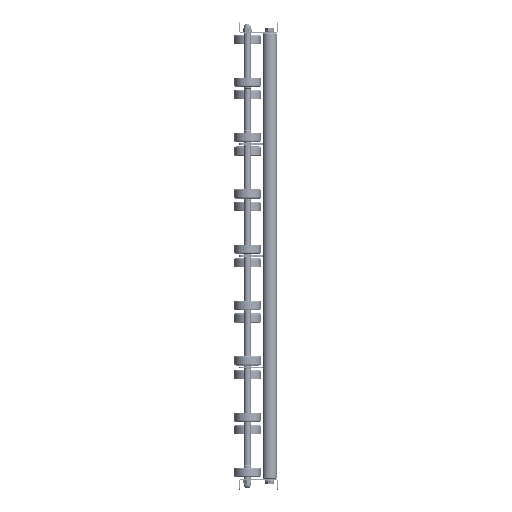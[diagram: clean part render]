
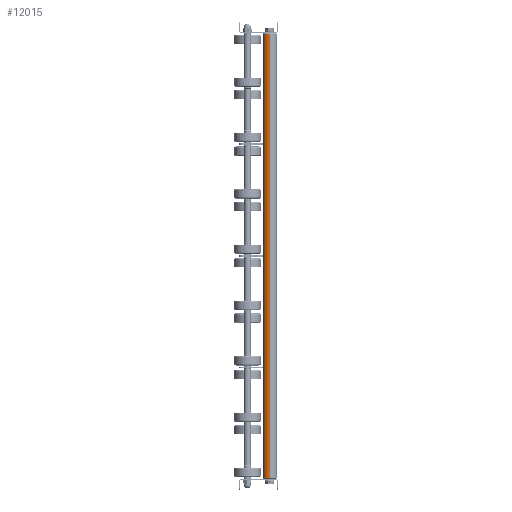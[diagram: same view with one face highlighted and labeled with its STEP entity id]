
A CAD part, left-side view. The second image highlights one B-rep face of the part: STEP entity #12015.
In plain terms, the highlighted cylindrical face has radius 12.5 mm (diameter 25 mm), a partial arc.
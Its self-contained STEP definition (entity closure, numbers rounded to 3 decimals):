
#1573 = CARTESIAN_POINT ( 'NONE',  ( 1., 0., 0. ) ) ;
#3367 = DIRECTION ( 'NONE',  ( 0., 0., -1. ) ) ;
#3429 = CARTESIAN_POINT ( 'NONE',  ( 1., 0., -12.5 ) ) ;
#3828 = DIRECTION ( 'NONE',  ( -1., 0., 0. ) ) ;
#4424 = CIRCLE ( 'NONE', #10573, 12.5 ) ;
#4982 = ORIENTED_EDGE ( 'NONE', *, *, #36938, .F. ) ;
#8321 = ORIENTED_EDGE ( 'NONE', *, *, #27727, .T. ) ;
#9784 = LINE ( 'NONE', #24279, #13627 ) ;
#10148 = VERTEX_POINT ( 'NONE', #33361 ) ;
#10186 = DIRECTION ( 'NONE',  ( -1., 0., 0. ) ) ;
#10192 = AXIS2_PLACEMENT_3D ( 'NONE', #1573, #22073, #3367 ) ;
#10573 = AXIS2_PLACEMENT_3D ( 'NONE', #28372, #23337, #13912 ) ;
#11593 = EDGE_LOOP ( 'NONE', ( #23861, #14209, #8321, #4982 ) ) ;
#12015 = ADVANCED_FACE ( 'NONE', ( #12298 ), #12097, .T. ) ;
#12097 = CYLINDRICAL_SURFACE ( 'NONE', #29008, 12.5 ) ;
#12298 = FACE_OUTER_BOUND ( 'NONE', #11593, .T. ) ;
#13627 = VECTOR ( 'NONE', #10186, 1000. ) ;
#13912 = DIRECTION ( 'NONE',  ( 0., 0., -1. ) ) ;
#14209 = ORIENTED_EDGE ( 'NONE', *, *, #37098, .T. ) ;
#14597 = CARTESIAN_POINT ( 'NONE',  ( 799., 0., 12.5 ) ) ;
#15720 = DIRECTION ( 'NONE',  ( 0., 0., 1. ) ) ;
#19127 = VECTOR ( 'NONE', #3828, 1000. ) ;
#21257 = CARTESIAN_POINT ( 'NONE',  ( 800., 0., 0. ) ) ;
#22073 = DIRECTION ( 'NONE',  ( 1., 0., 0. ) ) ;
#23337 = DIRECTION ( 'NONE',  ( -1., 0., 0. ) ) ;
#23861 = ORIENTED_EDGE ( 'NONE', *, *, #36862, .T. ) ;
#23903 = LINE ( 'NONE', #30025, #19127 ) ;
#24279 = CARTESIAN_POINT ( 'NONE',  ( 800., 0., 12.5 ) ) ;
#24296 = CARTESIAN_POINT ( 'NONE',  ( 799., 0., -12.5 ) ) ;
#26621 = CIRCLE ( 'NONE', #10192, 12.5 ) ;
#26845 = VERTEX_POINT ( 'NONE', #24296 ) ;
#27727 = EDGE_CURVE ( 'NONE', #36923, #10148, #26621, .T. ) ;
#28372 = CARTESIAN_POINT ( 'NONE',  ( 799., 0., 0. ) ) ;
#29008 = AXIS2_PLACEMENT_3D ( 'NONE', #21257, #29645, #15720 ) ;
#29645 = DIRECTION ( 'NONE',  ( -1., 0., 0. ) ) ;
#30025 = CARTESIAN_POINT ( 'NONE',  ( 800., 0., -12.5 ) ) ;
#31603 = VERTEX_POINT ( 'NONE', #14597 ) ;
#33361 = CARTESIAN_POINT ( 'NONE',  ( 1., 0., 12.5 ) ) ;
#36862 = EDGE_CURVE ( 'NONE', #31603, #26845, #4424, .T. ) ;
#36923 = VERTEX_POINT ( 'NONE', #3429 ) ;
#36938 = EDGE_CURVE ( 'NONE', #31603, #10148, #9784, .T. ) ;
#37098 = EDGE_CURVE ( 'NONE', #26845, #36923, #23903, .T. ) ;
